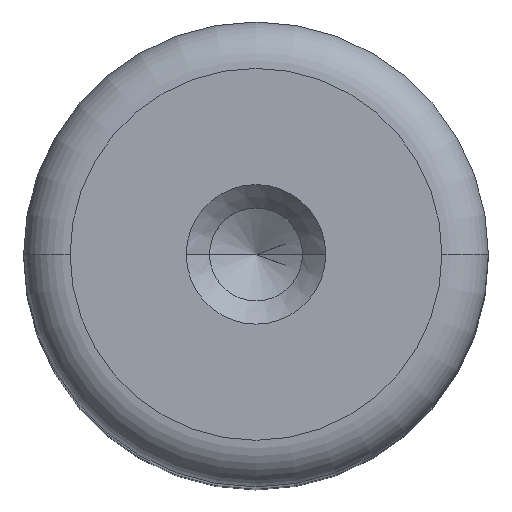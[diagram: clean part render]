
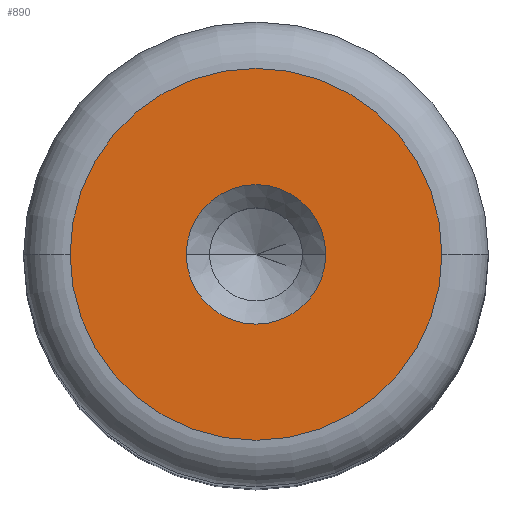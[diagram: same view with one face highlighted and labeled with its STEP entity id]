
A CAD part, top view. The second image highlights one B-rep face of the part: STEP entity #890.
In plain terms, the highlighted planar face has unit normal (0, 0, 1).
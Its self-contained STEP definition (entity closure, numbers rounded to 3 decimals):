
#55 = ORIENTED_EDGE ( 'NONE', *, *, #214, .T. ) ;
#84 = ORIENTED_EDGE ( 'NONE', *, *, #234, .F. ) ;
#116 = CARTESIAN_POINT ( 'NONE',  ( -1.5, 0., 40. ) ) ;
#153 = CIRCLE ( 'NONE', #877, 1.5 ) ;
#170 = VERTEX_POINT ( 'NONE', #116 ) ;
#180 = EDGE_CURVE ( 'NONE', #170, #1221, #153, .T. ) ;
#214 = EDGE_CURVE ( 'NONE', #1089, #1289, #1109, .T. ) ;
#234 = EDGE_CURVE ( 'NONE', #1221, #170, #515, .T. ) ;
#237 = DIRECTION ( 'NONE',  ( 0., 0., 1. ) ) ;
#239 = CARTESIAN_POINT ( 'NONE',  ( -4., 0., 40. ) ) ;
#273 = ORIENTED_EDGE ( 'NONE', *, *, #180, .F. ) ;
#290 = EDGE_LOOP ( 'NONE', ( #84, #273 ) ) ;
#335 = CARTESIAN_POINT ( 'NONE',  ( 4., 0., 40. ) ) ;
#372 = PLANE ( 'NONE',  #380 ) ;
#380 = AXIS2_PLACEMENT_3D ( 'NONE', #841, #237, #1506 ) ;
#395 = DIRECTION ( 'NONE',  ( 0., 0., 1. ) ) ;
#431 = DIRECTION ( 'NONE',  ( 0., 0., 1. ) ) ;
#436 = EDGE_LOOP ( 'NONE', ( #55, #1125 ) ) ;
#451 = AXIS2_PLACEMENT_3D ( 'NONE', #1138, #431, #1256 ) ;
#513 = CARTESIAN_POINT ( 'NONE',  ( 0., 0., 40. ) ) ;
#515 = CIRCLE ( 'NONE', #1118, 1.5 ) ;
#671 = FACE_BOUND ( 'NONE', #290, .T. ) ;
#841 = CARTESIAN_POINT ( 'NONE',  ( 0., 0., 40. ) ) ;
#877 = AXIS2_PLACEMENT_3D ( 'NONE', #513, #395, #1462 ) ;
#890 = ADVANCED_FACE ( 'NONE', ( #671, #1527 ), #372, .T. ) ;
#945 = EDGE_CURVE ( 'NONE', #1289, #1089, #1469, .T. ) ;
#953 = DIRECTION ( 'NONE',  ( 1., 0., 0. ) ) ;
#965 = DIRECTION ( 'NONE',  ( 0., 0., 1. ) ) ;
#970 = CARTESIAN_POINT ( 'NONE',  ( 0., 0., 40. ) ) ;
#1034 = AXIS2_PLACEMENT_3D ( 'NONE', #1189, #1107, #1104 ) ;
#1089 = VERTEX_POINT ( 'NONE', #335 ) ;
#1104 = DIRECTION ( 'NONE',  ( 1., 0., 0. ) ) ;
#1107 = DIRECTION ( 'NONE',  ( 0., 0., 1. ) ) ;
#1109 = CIRCLE ( 'NONE', #1034, 4. ) ;
#1118 = AXIS2_PLACEMENT_3D ( 'NONE', #970, #965, #953 ) ;
#1125 = ORIENTED_EDGE ( 'NONE', *, *, #945, .T. ) ;
#1138 = CARTESIAN_POINT ( 'NONE',  ( 0., 0., 40. ) ) ;
#1189 = CARTESIAN_POINT ( 'NONE',  ( 0., 0., 40. ) ) ;
#1221 = VERTEX_POINT ( 'NONE', #1411 ) ;
#1256 = DIRECTION ( 'NONE',  ( 1., 0., 0. ) ) ;
#1289 = VERTEX_POINT ( 'NONE', #239 ) ;
#1411 = CARTESIAN_POINT ( 'NONE',  ( 1.5, 0., 40. ) ) ;
#1462 = DIRECTION ( 'NONE',  ( 1., 0., 0. ) ) ;
#1469 = CIRCLE ( 'NONE', #451, 4. ) ;
#1506 = DIRECTION ( 'NONE',  ( 1., 0., 0. ) ) ;
#1527 = FACE_OUTER_BOUND ( 'NONE', #436, .T. ) ;
